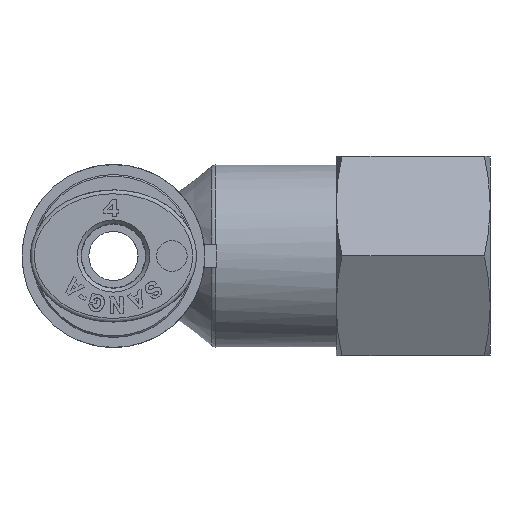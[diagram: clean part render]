
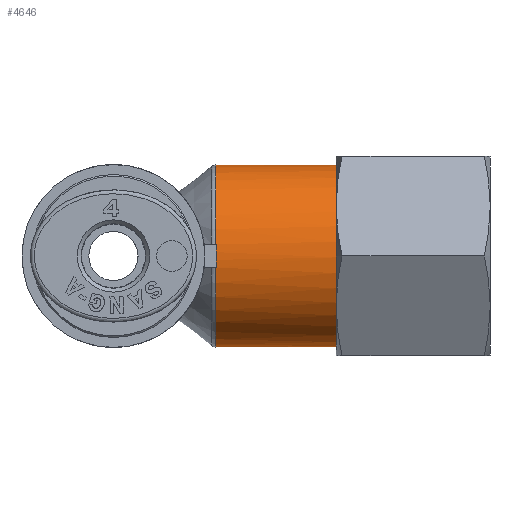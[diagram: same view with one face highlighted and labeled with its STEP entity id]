
A CAD part, left-side view. The second image highlights one B-rep face of the part: STEP entity #4646.
In plain terms, the highlighted cylindrical face has radius 5.95 mm (diameter 11.9 mm), a full revolution.
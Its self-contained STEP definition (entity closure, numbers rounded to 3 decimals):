
#4415=CARTESIAN_POINT('',(-5.903,-6.672,-0.75));
#4416=VERTEX_POINT('',#4415);
#4426=CARTESIAN_POINT('',(-5.903,-6.719,-0.75));
#4427=VERTEX_POINT('',#4426);
#4428=CARTESIAN_POINT('',(-5.903,-6.719,-0.75));
#4429=DIRECTION('',(0.0,1.0,0.0));
#4430=VECTOR('',#4429,0.047);
#4431=LINE('',#4428,#4430);
#4432=EDGE_CURVE('',#4427,#4416,#4431,.T.);
#4480=CARTESIAN_POINT('',(-5.903,-6.719,0.75));
#4481=VERTEX_POINT('',#4480);
#4488=CARTESIAN_POINT('',(-5.903,-6.672,0.75));
#4489=VERTEX_POINT('',#4488);
#4490=CARTESIAN_POINT('',(-5.903,-6.672,0.75));
#4491=DIRECTION('',(0.0,-1.0,0.0));
#4492=VECTOR('',#4491,0.047);
#4493=LINE('',#4490,#4492);
#4494=EDGE_CURVE('',#4489,#4481,#4493,.T.);
#4566=CARTESIAN_POINT('',(0.,-12.622,0.0));
#4567=DIRECTION('',(0.707,0.707,0.0));
#4568=DIRECTION('',(0.707,-0.707,0.0));
#4569=AXIS2_PLACEMENT_3D('',#4566,#4567,#4568);
#4570=ELLIPSE('',#4569,8.415,5.95);
#4571=EDGE_CURVE('',#4427,#4481,#4570,.T.);
#4584=CARTESIAN_POINT('',(0.,-10.5,0.0));
#4585=DIRECTION('',(0.,-1.0,0.0));
#4586=DIRECTION('',(1.0,0.0,0.0));
#4587=AXIS2_PLACEMENT_3D('',#4584,#4585,#4586);
#4588=CYLINDRICAL_SURFACE('',#4587,5.95);
#4589=ORIENTED_EDGE('',*,*,#4432,.T.);
#4590=CARTESIAN_POINT('',(5.903,-6.672,-0.75));
#4591=VERTEX_POINT('',#4590);
#4592=CARTESIAN_POINT('',(0.,-6.672,0.0));
#4593=DIRECTION('',(0.0,1.0,0.0));
#4594=DIRECTION('',(-1.0,0.0,0.0));
#4595=AXIS2_PLACEMENT_3D('',#4592,#4593,#4594);
#4596=CIRCLE('',#4595,5.95);
#4597=EDGE_CURVE('',#4591,#4416,#4596,.T.);
#4598=ORIENTED_EDGE('',*,*,#4597,.F.);
#4599=CARTESIAN_POINT('',(5.903,-6.719,-0.75));
#4600=VERTEX_POINT('',#4599);
#4601=CARTESIAN_POINT('',(5.903,-6.672,-0.75));
#4602=DIRECTION('',(0.0,-1.0,0.0));
#4603=VECTOR('',#4602,0.047);
#4604=LINE('',#4601,#4603);
#4605=EDGE_CURVE('',#4591,#4600,#4604,.T.);
#4606=ORIENTED_EDGE('',*,*,#4605,.T.);
#4607=CARTESIAN_POINT('',(5.903,-6.719,0.75));
#4608=VERTEX_POINT('',#4607);
#4609=CARTESIAN_POINT('',(0.,-12.622,0.0));
#4610=DIRECTION('',(-0.707,0.707,0.0));
#4611=DIRECTION('',(0.707,0.707,0.0));
#4612=AXIS2_PLACEMENT_3D('',#4609,#4610,#4611);
#4613=ELLIPSE('',#4612,8.415,5.95);
#4614=EDGE_CURVE('',#4608,#4600,#4613,.T.);
#4615=ORIENTED_EDGE('',*,*,#4614,.F.);
#4616=CARTESIAN_POINT('',(5.903,-6.672,0.75));
#4617=VERTEX_POINT('',#4616);
#4618=CARTESIAN_POINT('',(5.903,-6.719,0.75));
#4619=DIRECTION('',(0.0,1.0,0.0));
#4620=VECTOR('',#4619,0.047);
#4621=LINE('',#4618,#4620);
#4622=EDGE_CURVE('',#4608,#4617,#4621,.T.);
#4623=ORIENTED_EDGE('',*,*,#4622,.T.);
#4624=CARTESIAN_POINT('',(0.,-6.672,0.0));
#4625=DIRECTION('',(0.0,1.0,0.0));
#4626=DIRECTION('',(-1.0,0.0,0.0));
#4627=AXIS2_PLACEMENT_3D('',#4624,#4625,#4626);
#4628=CIRCLE('',#4627,5.95);
#4629=EDGE_CURVE('',#4489,#4617,#4628,.T.);
#4630=ORIENTED_EDGE('',*,*,#4629,.F.);
#4631=ORIENTED_EDGE('',*,*,#4494,.T.);
#4632=ORIENTED_EDGE('',*,*,#4571,.F.);
#4633=EDGE_LOOP('',(#4589,#4598,#4606,#4615,#4623,#4630,#4631,#4632));
#4634=FACE_OUTER_BOUND('',#4633,.T.);
#4635=CARTESIAN_POINT('',(0.0,-14.5,-5.95));
#4636=VERTEX_POINT('',#4635);
#4637=CARTESIAN_POINT('',(0.,-14.5,0.0));
#4638=DIRECTION('',(0.0,1.0,0.0));
#4639=DIRECTION('',(-1.0,0.0,0.0));
#4640=AXIS2_PLACEMENT_3D('',#4637,#4638,#4639);
#4641=CIRCLE('',#4640,5.95);
#4642=EDGE_CURVE('',#4636,#4636,#4641,.T.);
#4643=ORIENTED_EDGE('',*,*,#4642,.T.);
#4644=EDGE_LOOP('',(#4643));
#4645=FACE_BOUND('',#4644,.T.);
#4646=ADVANCED_FACE('',(#4634,#4645),#4588,.T.);
